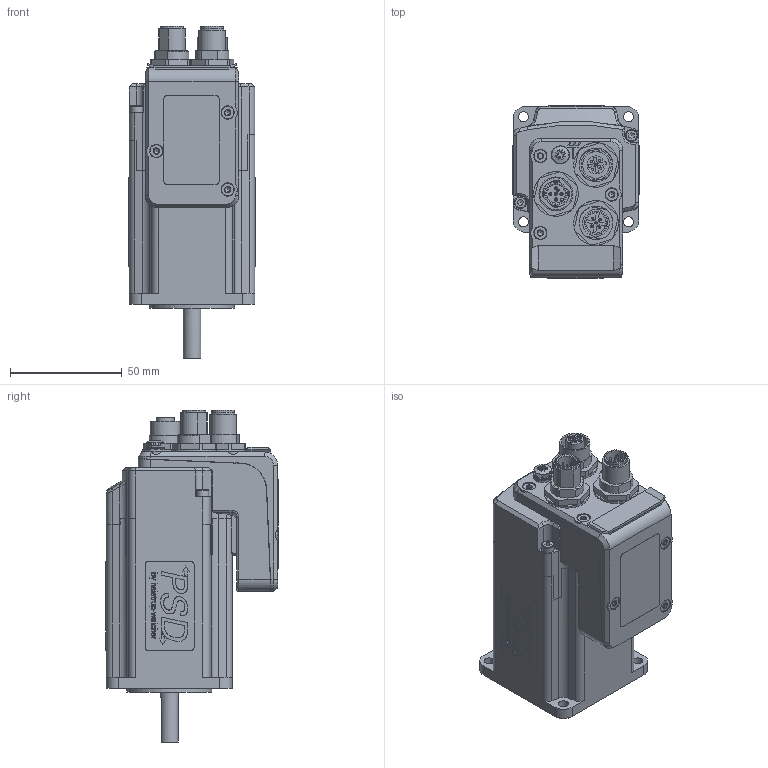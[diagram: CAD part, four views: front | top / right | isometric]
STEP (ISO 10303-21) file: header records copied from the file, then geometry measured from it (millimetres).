
FILE_DESCRIPTION(/* description */ (''),/* implementation_level */ '2;1');
FILE_NAME(/* name */ '7300.014183B_PSD432-8V-S-CA-0.stp',/* time_stamp */ '2024-03-14T13:19:26+01:00',/* author */ ('dfuchs'),/* organization */ (''),/* preprocessor_version */ 'ST-DEVELOPER v18.1',/* originating_system */ 'Autodesk Inventor 2021',/* authorisation */ '');
FILE_SCHEMA (('AUTOMOTIVE_DESIGN { 1 0 10303 214 3 1 1 }'));
Products named in the file (1): ENG-115351
Bounding box: 56.8 x 77.1 x 148.8 mm (x, y, z)
Volume: 351286.7 mm3; surface area: 39535.9 mm2
Topology: 1 solids, 1 shells, 1618 faces, 4407 edges, 2889 vertices
Faces by surface type: plane 808, bspline 420, cylinder 299, cone 74, torus 10, sphere 7
Full cylindrical faces by diameter (mm): 0.8 x5, 1 x10, 1.4 x4, 4.5 x4, 5.5 x2, 5.6 x6, 6 x6, 8 x2, 8.3 x1, 9.2 x1, 10.2 x1, 10.4 x1, 10.5 x1, 12 x2, 13.5 x1, 15.1 x2, 20 x3, 38.1 x1
Entity records: 58431 total; most frequent: CARTESIAN_POINT 17926, ORIENTED_EDGE 8786, DIRECTION 6893, EDGE_CURVE 4393, VERTEX_POINT 2889, LINE 2505, VECTOR 2505, AXIS2_PLACEMENT_3D 2194
